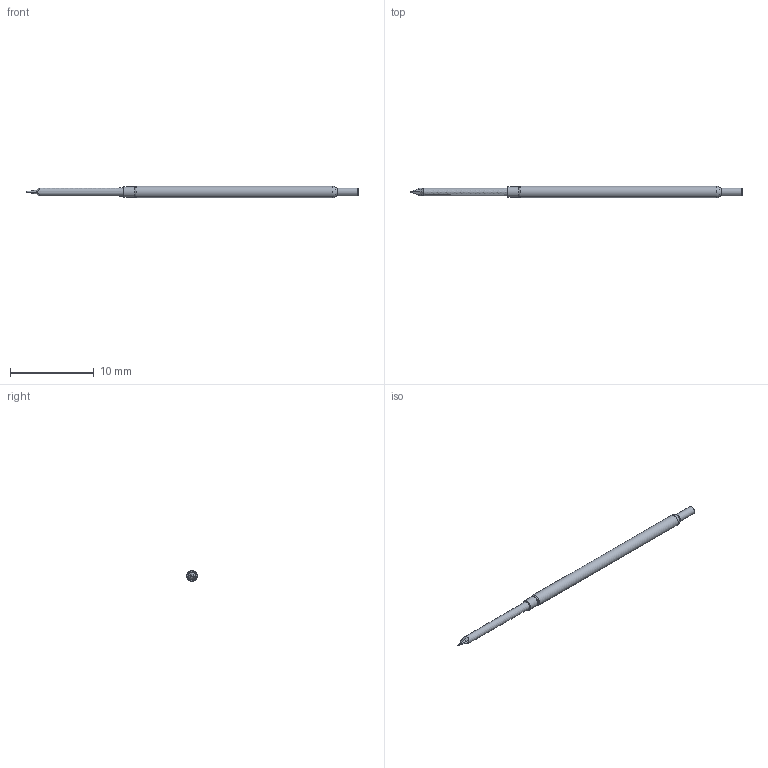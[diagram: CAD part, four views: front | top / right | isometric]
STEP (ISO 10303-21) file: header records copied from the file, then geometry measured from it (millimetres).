
FILE_DESCRIPTION (( 'STEP AP214' ), '1' );
FILE_NAME ('X75-409R.STEP', '2024-01-18T18:11:46', ( '' ), ( '' ), 'SwSTEP 2.0', 'SolidWorks 2023', '' );
FILE_SCHEMA (( 'AUTOMOTIVE_DESIGN' ));
Length unit declared in the file: inch
Products named in the file (1): X75-409R
Bounding box: 39.62 x 1.37 x 1.37 mm (x, y, z)
Volume: 45.7 mm3; surface area: 149.1 mm2
Topology: 1 solids, 1 shells, 29 faces, 66 edges, 40 vertices
Faces by surface type: plane 19, torus 4, cylinder 3, cone 3
Full cylindrical faces by diameter (mm): 0.935 x1, 1.232 x1, 1.367 x1
Entity records: 763 total; most frequent: CARTESIAN_POINT 160, DIRECTION 114, ORIENTED_EDGE 110, EDGE_CURVE 55, AXIS2_PLACEMENT_3D 41, EDGE_LOOP 40, VERTEX_POINT 39, FACE_OUTER_BOUND 36
